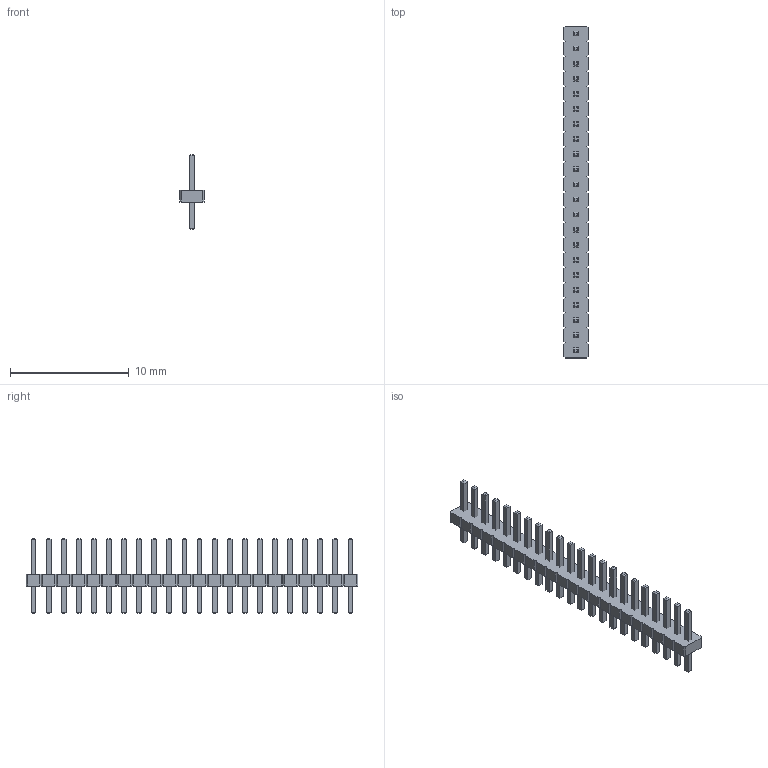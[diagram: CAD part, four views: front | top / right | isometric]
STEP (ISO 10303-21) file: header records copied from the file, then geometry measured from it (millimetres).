
FILE_DESCRIPTION(/* description */ ('model of PinHeader_1x22_P1.27mm_Vertical'),/* implementation_level */ '2;1');
FILE_NAME(/* name */ 'PinHeader_1x22_P1.27mm_Vertical.step',/* time_stamp */ '2018-01-24T12:22:31',/* author */ ('kicad StepUp','ksu'),/* organization */ ('FreeCAD'),/* preprocessor_version */ 'OCC',/* originating_system */ 'kicad StepUp',/* authorisation */ '');
FILE_SCHEMA(('AUTOMOTIVE_DESIGN { 1 0 10303 214 1 1 1 1 }'));
Length unit declared in the file: millimetre
Products named in the file (2): PinHeader_1x22_P127mm_Vertical; Shape0_284821986942
Bounding box: 2.1 x 27.94 x 6.3 mm (x, y, z)
Volume: 79.8 mm3; surface area: 404.1 mm2
Topology: 23 solids, 23 shells, 444 faces, 1018 edges, 620 vertices
Faces by surface type: plane 444
Entity records: 7827 total; most frequent: ORIENTED_EDGE 1594, CARTESIAN_POINT 1195, EDGE_CURVE 1018, LINE 1018, VERTEX_POINT 620, AXIS2_PLACEMENT_3D 445, ADVANCED_FACE 444, FACE_BOUND 444
